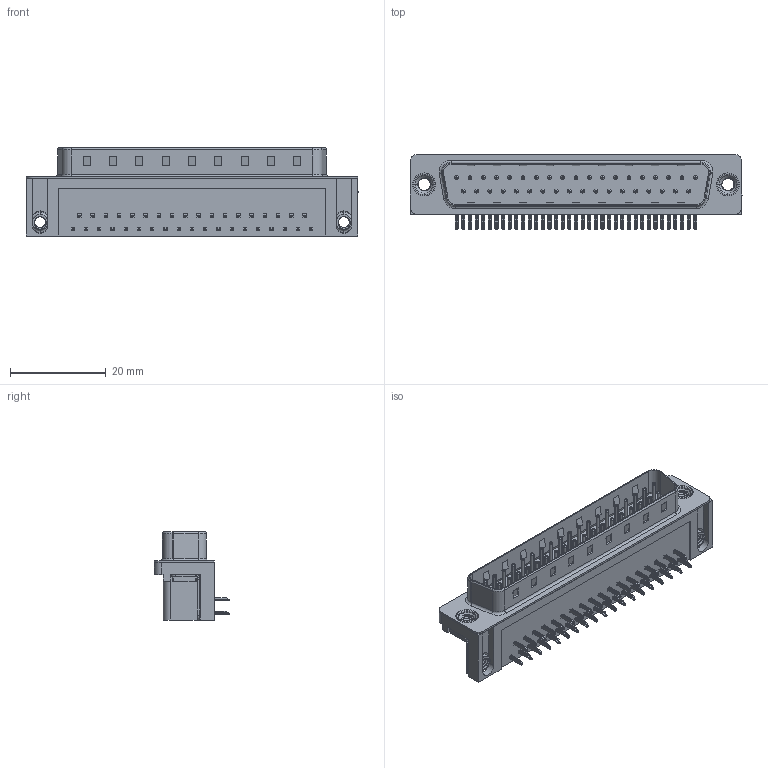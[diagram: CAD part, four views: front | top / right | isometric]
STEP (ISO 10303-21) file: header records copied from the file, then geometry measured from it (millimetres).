
FILE_DESCRIPTION (( 'STEP AP203' ), '1' );
FILE_NAME ('621-037-360-055.STEP', '2019-11-19T09:04:05', ( '' ), ( '' ), 'SwSTEP 2.0', 'SolidWorks 2016', '' );
FILE_SCHEMA (( 'CONFIG_CONTROL_DESIGN' ));
Length unit declared in the file: millimetre
Products named in the file (7): 621 Shell_37 Socket; 621 M3 Threaded Rivet; 621 4-40 Threaded Board Mount; 621-037-360-055; 621 Contact Bottom; 621 Contact Top; 621 Housing_37 Socket
Assembly tree (43 placements, depth 2):
  621-037-360-055
    621 Housing_37 Socket
    621 Shell_37 Socket
    621 Contact Bottom  x18
    621 Contact Top  x19
    621 4-40 Threaded Board Mount  x2
    621 M3 Threaded Rivet  x2
Bounding box: 69.4 x 15.73 x 18.4 mm (x, y, z)
Volume: 8627.2 mm3; surface area: 10176.8 mm2
Topology: 43 solids, 43 shells, 3229 faces, 7987 edges, 4927 vertices
Faces by surface type: plane 2013, cylinder 931, torus 265, bspline 12, cone 8
Entity records: 28296 total; most frequent: CARTESIAN_POINT 7019, DIRECTION 4099, ORIENTED_EDGE 3978, EDGE_CURVE 1989, VECTOR 1415, LINE 1415, AXIS2_PLACEMENT_3D 1342, VERTEX_POINT 1282
